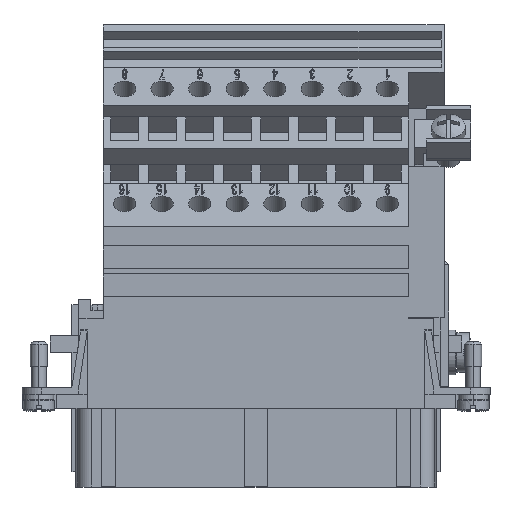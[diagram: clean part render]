
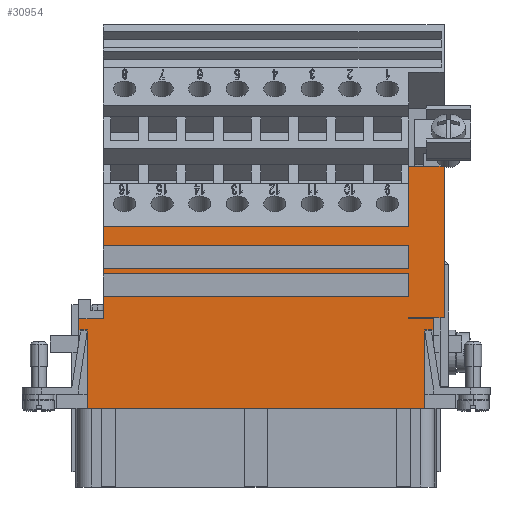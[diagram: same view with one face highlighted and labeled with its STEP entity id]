
A CAD part, top view. The second image highlights one B-rep face of the part: STEP entity #30954.
In plain terms, the highlighted planar face has unit normal (0, 0, 1).
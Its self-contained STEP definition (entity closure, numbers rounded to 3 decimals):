
#6954=CARTESIAN_POINT('',(30.1,0.0,17.));
#6955=VERTEX_POINT('',#6954);
#6962=CARTESIAN_POINT('',(-30.1,0.0,17.0));
#6963=VERTEX_POINT('',#6962);
#6964=CARTESIAN_POINT('',(30.1,0.0,17.));
#6965=DIRECTION('',(-1.0,0.0,0.0));
#6966=VECTOR('',#6965,60.2);
#6967=LINE('',#6964,#6966);
#6968=EDGE_CURVE('',#6955,#6963,#6967,.T.);
#15132=CARTESIAN_POINT('',(27.25,32.5,17.));
#15133=VERTEX_POINT('',#15132);
#15158=CARTESIAN_POINT('',(-27.25,32.5,17.));
#15159=VERTEX_POINT('',#15158);
#15166=CARTESIAN_POINT('',(27.25,32.5,17.));
#15167=DIRECTION('',(-1.0,0.0,0.0));
#15168=VECTOR('',#15167,54.5);
#15169=LINE('',#15166,#15168);
#15170=EDGE_CURVE('',#15133,#15159,#15169,.T.);
#30564=CARTESIAN_POINT('',(-27.25,20.0,17.0));
#30565=VERTEX_POINT('',#30564);
#30572=CARTESIAN_POINT('',(27.25,20.0,17.0));
#30573=VERTEX_POINT('',#30572);
#30574=CARTESIAN_POINT('',(27.25,20.0,17.0));
#30575=DIRECTION('',(-1.0,0.0,0.0));
#30576=VECTOR('',#30575,54.5);
#30577=LINE('',#30574,#30576);
#30578=EDGE_CURVE('',#30573,#30565,#30577,.T.);
#30603=CARTESIAN_POINT('',(27.25,24.0,17.0));
#30604=VERTEX_POINT('',#30603);
#30605=CARTESIAN_POINT('',(27.25,24.0,17.0));
#30606=DIRECTION('',(0.0,-1.0,0.0));
#30607=VECTOR('',#30606,4.0);
#30608=LINE('',#30605,#30607);
#30609=EDGE_CURVE('',#30604,#30573,#30608,.T.);
#30634=CARTESIAN_POINT('',(-27.25,24.0,17.0));
#30635=VERTEX_POINT('',#30634);
#30636=CARTESIAN_POINT('',(-27.25,24.0,17.0));
#30637=DIRECTION('',(1.0,0.0,0.0));
#30638=VECTOR('',#30637,54.5);
#30639=LINE('',#30636,#30638);
#30640=EDGE_CURVE('',#30635,#30604,#30639,.T.);
#30683=CARTESIAN_POINT('',(-27.25,25.0,17.0));
#30684=VERTEX_POINT('',#30683);
#30691=CARTESIAN_POINT('',(27.25,25.0,17.0));
#30692=VERTEX_POINT('',#30691);
#30693=CARTESIAN_POINT('',(27.25,25.0,17.0));
#30694=DIRECTION('',(-1.0,0.0,0.0));
#30695=VECTOR('',#30694,54.5);
#30696=LINE('',#30693,#30695);
#30697=EDGE_CURVE('',#30692,#30684,#30696,.T.);
#30722=CARTESIAN_POINT('',(27.25,29.0,17.0));
#30723=VERTEX_POINT('',#30722);
#30724=CARTESIAN_POINT('',(27.25,29.0,17.0));
#30725=DIRECTION('',(0.0,-1.0,0.0));
#30726=VECTOR('',#30725,4.0);
#30727=LINE('',#30724,#30726);
#30728=EDGE_CURVE('',#30723,#30692,#30727,.T.);
#30753=CARTESIAN_POINT('',(-27.25,29.0,17.0));
#30754=VERTEX_POINT('',#30753);
#30755=CARTESIAN_POINT('',(-27.25,29.0,17.0));
#30756=DIRECTION('',(1.0,0.0,0.0));
#30757=VECTOR('',#30756,54.5);
#30758=LINE('',#30755,#30757);
#30759=EDGE_CURVE('',#30754,#30723,#30758,.T.);
#30787=CARTESIAN_POINT('',(-27.25,0.0,17.0));
#30788=DIRECTION('',(0.0,0.0,1.0));
#30789=DIRECTION('',(1.0,0.0,0.0));
#30790=AXIS2_PLACEMENT_3D('',#30787,#30788,#30789);
#30791=PLANE('',#30790);
#30792=ORIENTED_EDGE('',*,*,#30640,.T.);
#30793=ORIENTED_EDGE('',*,*,#30609,.T.);
#30794=ORIENTED_EDGE('',*,*,#30578,.T.);
#30795=CARTESIAN_POINT('',(-27.25,16.0,17.0));
#30796=VERTEX_POINT('',#30795);
#30797=CARTESIAN_POINT('',(-27.25,16.0,17.0));
#30798=DIRECTION('',(0.0,1.0,0.0));
#30799=VECTOR('',#30798,4.0);
#30800=LINE('',#30797,#30799);
#30801=EDGE_CURVE('',#30796,#30565,#30800,.T.);
#30802=ORIENTED_EDGE('',*,*,#30801,.F.);
#30803=CARTESIAN_POINT('',(-31.6,16.0,17.));
#30804=VERTEX_POINT('',#30803);
#30805=CARTESIAN_POINT('',(-27.25,16.0,17.0));
#30806=DIRECTION('',(-1.0,0.0,0.0));
#30807=VECTOR('',#30806,4.35);
#30808=LINE('',#30805,#30807);
#30809=EDGE_CURVE('',#30796,#30804,#30808,.T.);
#30810=ORIENTED_EDGE('',*,*,#30809,.T.);
#30811=CARTESIAN_POINT('',(-31.6,14.,17.));
#30812=VERTEX_POINT('',#30811);
#30813=CARTESIAN_POINT('',(-31.6,14.,17.));
#30814=DIRECTION('',(0.0,1.0,0.0));
#30815=VECTOR('',#30814,2.);
#30816=LINE('',#30813,#30815);
#30817=EDGE_CURVE('',#30812,#30804,#30816,.T.);
#30818=ORIENTED_EDGE('',*,*,#30817,.F.);
#30819=CARTESIAN_POINT('',(-31.286,14.,17.0));
#30820=VERTEX_POINT('',#30819);
#30821=CARTESIAN_POINT('',(-31.6,14.,17.));
#30822=DIRECTION('',(1.0,0.0,0.0));
#30823=VECTOR('',#30822,0.314);
#30824=LINE('',#30821,#30823);
#30825=EDGE_CURVE('',#30812,#30820,#30824,.T.);
#30826=ORIENTED_EDGE('',*,*,#30825,.T.);
#30827=CARTESIAN_POINT('',(-30.1,14.,17.0));
#30828=VERTEX_POINT('',#30827);
#30829=CARTESIAN_POINT('',(-31.286,14.,17.0));
#30830=DIRECTION('',(1.0,0.0,0.0));
#30831=VECTOR('',#30830,1.186);
#30832=LINE('',#30829,#30831);
#30833=EDGE_CURVE('',#30820,#30828,#30832,.T.);
#30834=ORIENTED_EDGE('',*,*,#30833,.T.);
#30835=CARTESIAN_POINT('',(-30.1,13.818,17.0));
#30836=VERTEX_POINT('',#30835);
#30837=CARTESIAN_POINT('',(-30.1,14.,17.0));
#30838=DIRECTION('',(0.0,-1.0,0.0));
#30839=VECTOR('',#30838,0.182);
#30840=LINE('',#30837,#30839);
#30841=EDGE_CURVE('',#30828,#30836,#30840,.T.);
#30842=ORIENTED_EDGE('',*,*,#30841,.T.);
#30843=CARTESIAN_POINT('',(-30.1,13.818,17.0));
#30844=DIRECTION('',(0.0,-1.0,0.0));
#30845=VECTOR('',#30844,13.818);
#30846=LINE('',#30843,#30845);
#30847=EDGE_CURVE('',#30836,#6963,#30846,.T.);
#30848=ORIENTED_EDGE('',*,*,#30847,.T.);
#30849=ORIENTED_EDGE('',*,*,#6968,.F.);
#30850=CARTESIAN_POINT('',(30.1,13.818,17.0));
#30851=VERTEX_POINT('',#30850);
#30852=CARTESIAN_POINT('',(30.1,0.0,17.));
#30853=DIRECTION('',(0.0,1.0,0.0));
#30854=VECTOR('',#30853,13.818);
#30855=LINE('',#30852,#30854);
#30856=EDGE_CURVE('',#6955,#30851,#30855,.T.);
#30857=ORIENTED_EDGE('',*,*,#30856,.T.);
#30858=CARTESIAN_POINT('',(30.1,14.,17.));
#30859=VERTEX_POINT('',#30858);
#30860=CARTESIAN_POINT('',(30.1,13.818,17.0));
#30861=DIRECTION('',(0.0,1.0,0.0));
#30862=VECTOR('',#30861,0.182);
#30863=LINE('',#30860,#30862);
#30864=EDGE_CURVE('',#30851,#30859,#30863,.T.);
#30865=ORIENTED_EDGE('',*,*,#30864,.T.);
#30866=CARTESIAN_POINT('',(31.286,14.,17.0));
#30867=VERTEX_POINT('',#30866);
#30868=CARTESIAN_POINT('',(30.1,14.,17.));
#30869=DIRECTION('',(1.0,0.0,0.0));
#30870=VECTOR('',#30869,1.186);
#30871=LINE('',#30868,#30870);
#30872=EDGE_CURVE('',#30859,#30867,#30871,.T.);
#30873=ORIENTED_EDGE('',*,*,#30872,.T.);
#30874=CARTESIAN_POINT('',(31.6,14.,17.));
#30875=VERTEX_POINT('',#30874);
#30876=CARTESIAN_POINT('',(31.286,14.,17.0));
#30877=DIRECTION('',(1.0,0.0,0.0));
#30878=VECTOR('',#30877,0.314);
#30879=LINE('',#30876,#30878);
#30880=EDGE_CURVE('',#30867,#30875,#30879,.T.);
#30881=ORIENTED_EDGE('',*,*,#30880,.T.);
#30882=CARTESIAN_POINT('',(31.6,16.0,17.0));
#30883=VERTEX_POINT('',#30882);
#30884=CARTESIAN_POINT('',(31.6,14.,17.));
#30885=DIRECTION('',(0.0,1.0,0.0));
#30886=VECTOR('',#30885,2.);
#30887=LINE('',#30884,#30886);
#30888=EDGE_CURVE('',#30875,#30883,#30887,.T.);
#30889=ORIENTED_EDGE('',*,*,#30888,.T.);
#30890=CARTESIAN_POINT('',(27.25,16.0,17.0));
#30891=VERTEX_POINT('',#30890);
#30892=CARTESIAN_POINT('',(31.6,16.0,17.0));
#30893=DIRECTION('',(-1.0,0.0,0.0));
#30894=VECTOR('',#30893,4.35);
#30895=LINE('',#30892,#30894);
#30896=EDGE_CURVE('',#30883,#30891,#30895,.T.);
#30897=ORIENTED_EDGE('',*,*,#30896,.T.);
#30898=CARTESIAN_POINT('',(27.25,16.2,17.0));
#30899=VERTEX_POINT('',#30898);
#30900=CARTESIAN_POINT('',(27.25,16.2,17.0));
#30901=DIRECTION('',(0.0,-1.0,0.0));
#30902=VECTOR('',#30901,0.2);
#30903=LINE('',#30900,#30902);
#30904=EDGE_CURVE('',#30899,#30891,#30903,.T.);
#30905=ORIENTED_EDGE('',*,*,#30904,.F.);
#30906=CARTESIAN_POINT('',(33.55,16.2,17.0));
#30907=VERTEX_POINT('',#30906);
#30908=CARTESIAN_POINT('',(33.55,16.2,17.0));
#30909=DIRECTION('',(-1.0,0.0,0.0));
#30910=VECTOR('',#30909,6.3);
#30911=LINE('',#30908,#30910);
#30912=EDGE_CURVE('',#30907,#30899,#30911,.T.);
#30913=ORIENTED_EDGE('',*,*,#30912,.F.);
#30914=CARTESIAN_POINT('',(33.55,43.2,17.));
#30915=VERTEX_POINT('',#30914);
#30916=CARTESIAN_POINT('',(33.55,43.2,17.));
#30917=DIRECTION('',(0.0,-1.0,0.0));
#30918=VECTOR('',#30917,27.);
#30919=LINE('',#30916,#30918);
#30920=EDGE_CURVE('',#30915,#30907,#30919,.T.);
#30921=ORIENTED_EDGE('',*,*,#30920,.F.);
#30922=CARTESIAN_POINT('',(27.25,43.2,17.));
#30923=VERTEX_POINT('',#30922);
#30924=CARTESIAN_POINT('',(33.55,43.2,17.));
#30925=DIRECTION('',(-1.0,0.0,0.0));
#30926=VECTOR('',#30925,6.3);
#30927=LINE('',#30924,#30926);
#30928=EDGE_CURVE('',#30915,#30923,#30927,.T.);
#30929=ORIENTED_EDGE('',*,*,#30928,.T.);
#30930=CARTESIAN_POINT('',(27.25,43.2,17.));
#30931=DIRECTION('',(0.0,-1.0,0.0));
#30932=VECTOR('',#30931,10.7);
#30933=LINE('',#30930,#30932);
#30934=EDGE_CURVE('',#30923,#15133,#30933,.T.);
#30935=ORIENTED_EDGE('',*,*,#30934,.T.);
#30936=ORIENTED_EDGE('',*,*,#15170,.T.);
#30937=CARTESIAN_POINT('',(-27.25,29.0,17.0));
#30938=DIRECTION('',(0.0,1.0,0.0));
#30939=VECTOR('',#30938,3.5);
#30940=LINE('',#30937,#30939);
#30941=EDGE_CURVE('',#30754,#15159,#30940,.T.);
#30942=ORIENTED_EDGE('',*,*,#30941,.F.);
#30943=ORIENTED_EDGE('',*,*,#30759,.T.);
#30944=ORIENTED_EDGE('',*,*,#30728,.T.);
#30945=ORIENTED_EDGE('',*,*,#30697,.T.);
#30946=CARTESIAN_POINT('',(-27.25,24.0,17.0));
#30947=DIRECTION('',(0.0,1.0,0.0));
#30948=VECTOR('',#30947,1.0);
#30949=LINE('',#30946,#30948);
#30950=EDGE_CURVE('',#30635,#30684,#30949,.T.);
#30951=ORIENTED_EDGE('',*,*,#30950,.F.);
#30952=EDGE_LOOP('',(#30792,#30793,#30794,#30802,#30810,#30818,#30826,#30834,#30842,#30848,#30849,#30857,#30865,#30873,#30881,#30889,#30897,#30905,#30913,#30921,#30929,#30935,#30936,#30942,#30943,#30944,#30945,#30951));
#30953=FACE_OUTER_BOUND('',#30952,.T.);
#30954=ADVANCED_FACE('',(#30953),#30791,.T.);
